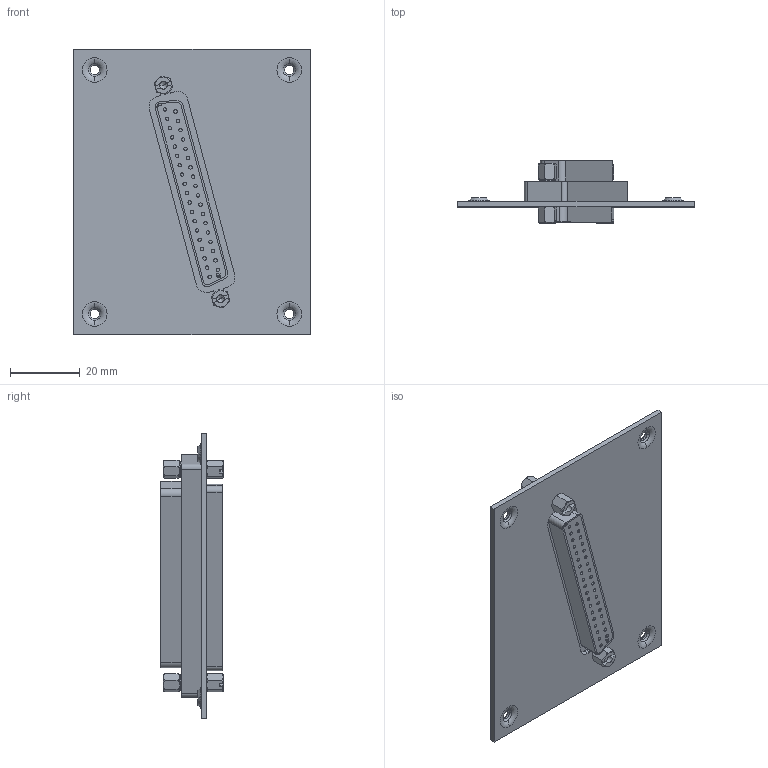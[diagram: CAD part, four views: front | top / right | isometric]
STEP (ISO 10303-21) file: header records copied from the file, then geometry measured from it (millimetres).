
FILE_DESCRIPTION (( 'STEP AP214' ), '1' );
FILE_NAME ('USP-DB37FB.STEP', '2017-06-01T19:16:26', ( 'L-Com' ), ( 'L-Com Global Connectivity' ), 'SwSTEP 2.0', 'SolidWorks 2014', '' );
FILE_SCHEMA (( 'AUTOMOTIVE_DESIGN' ));
Length unit declared in the file: inch
Products named in the file (7): DGB37F_.040 PANEL OFFSET; 3AA06-001; 3AA05-002; SD37S_Without Mounting Flange and Solder Cups; DGBH37F-MA1; 1AR04-004; USP-DB37FB
Assembly tree (9 placements, depth 3):
  USP-DB37FB
    1AR04-004
    DGB37F_.040 PANEL OFFSET
      DGBH37F-MA1
      SD37S_Without Mounting Flange and Solder Cups  x2
      3AA05-002  x2
      3AA06-001  x2
Bounding box: 68.07 x 17.98 x 82.04 mm (x, y, z)
Volume: 17520.5 mm3; surface area: 18578.5 mm2
Topology: 8 solids, 8 shells, 622 faces, 1436 edges, 914 vertices
Faces by surface type: cylinder 248, plane 214, cone 84, torus 28, bspline 28, sphere 20
Entity records: 14495 total; most frequent: CARTESIAN_POINT 2721, DIRECTION 2045, ORIENTED_EDGE 1774, EDGE_CURVE 887, AXIS2_PLACEMENT_3D 827, VERTEX_POINT 567, CIRCLE 452, EDGE_LOOP 438
